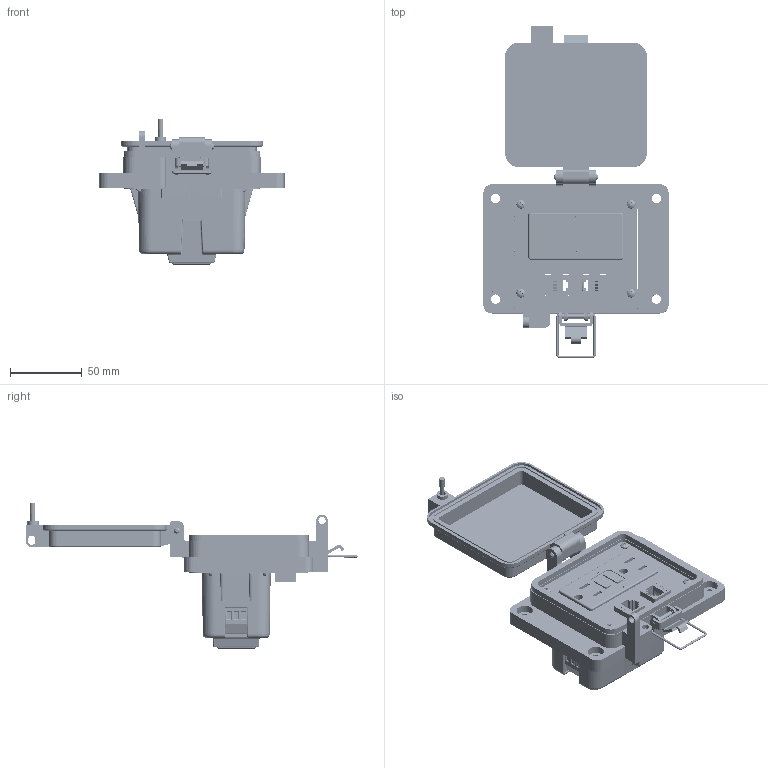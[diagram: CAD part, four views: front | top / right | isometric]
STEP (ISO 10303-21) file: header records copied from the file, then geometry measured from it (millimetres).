
FILE_DESCRIPTION (( 'STEP AP203' ), '1' );
FILE_NAME ('P-R2#2-K3RF0_3D.STEP', '2021-11-17T18:03:40', ( '' ), ( '' ), 'SwSTEP 2.0', 'SolidWorks 2019', '' );
FILE_SCHEMA (( 'CONFIG_CONTROL_DESIGN' ));
Length unit declared in the file: millimetre
Products named in the file (13): R2; P-R2#2-K3RF0_3D; RF; Z-H-K3_B; P-R2#2-K3RF0_BP; P-R2#2-K3RF0_FP; Z-300-RJ45CAT5; Z-120-RIOF-SHELL; 92005A124_METRIC PAN HEAD PHILLIPS MACHINE SCREW_92005A124; Z-200-OTLT-GFIH-15A_sheared; Z-200-OTLT-RIOF-15A; P-R2#2-K3RF0_TP
Assembly tree (16 placements, depth 4):
  P-R2#2-K3RF0_3D
    P-R2#2-K3RF0_BP
    P-R2#2-K3RF0_FP
    P-R2#2-K3RF0_TP
    R2
      Z-300-RJ45CAT5
    R2
      Z-300-RJ45CAT5
    Z-H-K3_B
    92005A124_METRIC PAN HEAD PHILLIPS MACHINE SCREW_92005A124  x4
    RF
      Z-200-OTLT-RIOF-15A
        Z-120-RIOF-SHELL
        Z-200-OTLT-GFIH-15A_sheared
Bounding box: 129 x 231.18 x 101.5 mm (x, y, z)
Volume: 295572.6 mm3; surface area: 188061 mm2
Topology: 36 solids, 42 shells, 5865 faces, 15361 edges, 9754 vertices
Faces by surface type: plane 2448, cylinder 1854, bspline 1302, cone 114, torus 89, sphere 58
Entity records: 213252 total; most frequent: CARTESIAN_POINT 100449, ORIENTED_EDGE 25926, DIRECTION 18763, EDGE_CURVE 12963, VERTEX_POINT 8171, LINE 7551, VECTOR 7551, AXIS2_PLACEMENT_3D 5606
